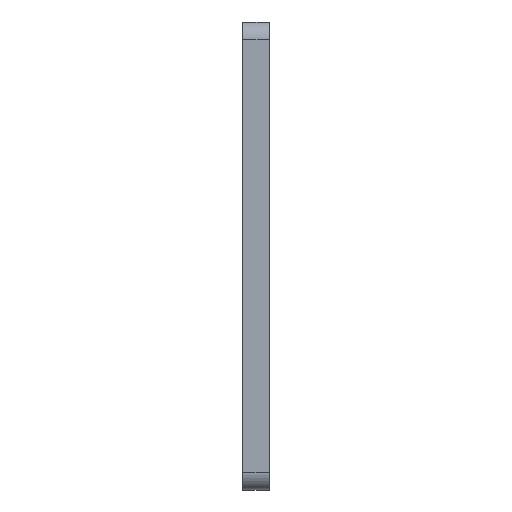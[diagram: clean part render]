
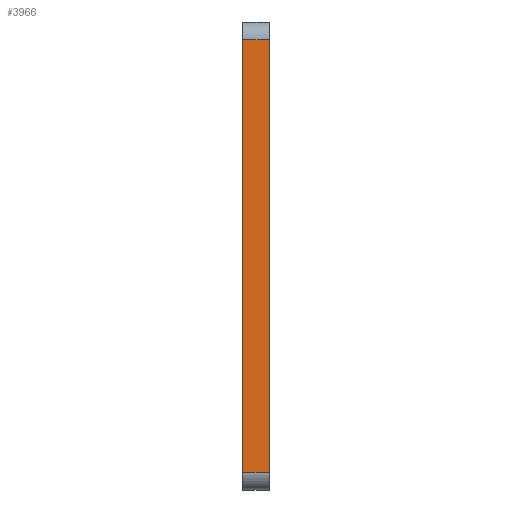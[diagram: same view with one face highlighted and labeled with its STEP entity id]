
A CAD part, left-side view. The second image highlights one B-rep face of the part: STEP entity #3966.
In plain terms, the highlighted planar face has unit normal (-1, 0, 0).
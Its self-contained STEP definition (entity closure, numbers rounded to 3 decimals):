
#32 = PLANE('',#33);
#33 = AXIS2_PLACEMENT_3D('',#34,#35,#36);
#34 = CARTESIAN_POINT('',(0.,0.,26.5));
#35 = DIRECTION('',(-0.,1.,0.));
#36 = DIRECTION('',(-1.,0.,0.));
#267 = VERTEX_POINT('',#268);
#268 = CARTESIAN_POINT('',(-83.5,0.,51.));
#287 = CYLINDRICAL_SURFACE('',#288,2.);
#288 = AXIS2_PLACEMENT_3D('',#289,#290,#291);
#289 = CARTESIAN_POINT('',(-81.5,0.,51.));
#290 = DIRECTION('',(0.,-1.,0.));
#291 = DIRECTION('',(0.,0.,1.));
#866 = VERTEX_POINT('',#867);
#867 = CARTESIAN_POINT('',(-83.5,0.,2.));
#882 = CYLINDRICAL_SURFACE('',#883,2.);
#883 = AXIS2_PLACEMENT_3D('',#884,#885,#886);
#884 = CARTESIAN_POINT('',(-81.5,0.,2.));
#885 = DIRECTION('',(0.,-1.,0.));
#886 = DIRECTION('',(0.,0.,-1.));
#894 = EDGE_CURVE('',#866,#267,#895,.T.);
#895 = SURFACE_CURVE('',#896,(#900,#907),.PCURVE_S1.);
#896 = LINE('',#897,#898);
#897 = CARTESIAN_POINT('',(-83.5,0.,0.));
#898 = VECTOR('',#899,1.);
#899 = DIRECTION('',(0.,0.,1.));
#900 = PCURVE('',#32,#901);
#901 = DEFINITIONAL_REPRESENTATION('',(#902),#906);
#902 = LINE('',#903,#904);
#903 = CARTESIAN_POINT('',(83.5,-26.5));
#904 = VECTOR('',#905,1.);
#905 = DIRECTION('',(0.,1.));
#906 = ( GEOMETRIC_REPRESENTATION_CONTEXT(2) 
PARAMETRIC_REPRESENTATION_CONTEXT() REPRESENTATION_CONTEXT('2D SPACE',''
  ) );
#907 = PCURVE('',#908,#913);
#908 = PLANE('',#909);
#909 = AXIS2_PLACEMENT_3D('',#910,#911,#912);
#910 = CARTESIAN_POINT('',(-83.5,0.,0.));
#911 = DIRECTION('',(-1.,0.,0.));
#912 = DIRECTION('',(0.,0.,1.));
#913 = DEFINITIONAL_REPRESENTATION('',(#914),#918);
#914 = LINE('',#915,#916);
#915 = CARTESIAN_POINT('',(0.,0.));
#916 = VECTOR('',#917,1.);
#917 = DIRECTION('',(1.,0.));
#918 = ( GEOMETRIC_REPRESENTATION_CONTEXT(2) 
PARAMETRIC_REPRESENTATION_CONTEXT() REPRESENTATION_CONTEXT('2D SPACE',''
  ) );
#3525 = PLANE('',#3526);
#3526 = AXIS2_PLACEMENT_3D('',#3527,#3528,#3529);
#3527 = CARTESIAN_POINT('',(0.,-3.,26.5));
#3528 = DIRECTION('',(-0.,1.,0.));
#3529 = DIRECTION('',(-1.,0.,0.));
#3895 = EDGE_CURVE('',#267,#3896,#3898,.T.);
#3896 = VERTEX_POINT('',#3897);
#3897 = CARTESIAN_POINT('',(-83.5,-3.,51.));
#3898 = SURFACE_CURVE('',#3899,(#3903,#3910),.PCURVE_S1.);
#3899 = LINE('',#3900,#3901);
#3900 = CARTESIAN_POINT('',(-83.5,0.,51.));
#3901 = VECTOR('',#3902,1.);
#3902 = DIRECTION('',(0.,-1.,0.));
#3903 = PCURVE('',#287,#3904);
#3904 = DEFINITIONAL_REPRESENTATION('',(#3905),#3909);
#3905 = LINE('',#3906,#3907);
#3906 = CARTESIAN_POINT('',(1.571,0.));
#3907 = VECTOR('',#3908,1.);
#3908 = DIRECTION('',(0.,1.));
#3909 = ( GEOMETRIC_REPRESENTATION_CONTEXT(2) 
PARAMETRIC_REPRESENTATION_CONTEXT() REPRESENTATION_CONTEXT('2D SPACE',''
  ) );
#3910 = PCURVE('',#908,#3911);
#3911 = DEFINITIONAL_REPRESENTATION('',(#3912),#3916);
#3912 = LINE('',#3913,#3914);
#3913 = CARTESIAN_POINT('',(51.,0.));
#3914 = VECTOR('',#3915,1.);
#3915 = DIRECTION('',(0.,-1.));
#3916 = ( GEOMETRIC_REPRESENTATION_CONTEXT(2) 
PARAMETRIC_REPRESENTATION_CONTEXT() REPRESENTATION_CONTEXT('2D SPACE',''
  ) );
#3966 = ADVANCED_FACE('',(#3967),#908,.T.);
#3967 = FACE_BOUND('',#3968,.T.);
#3968 = EDGE_LOOP('',(#3969,#3970,#3993,#4014));
#3969 = ORIENTED_EDGE('',*,*,#894,.F.);
#3970 = ORIENTED_EDGE('',*,*,#3971,.T.);
#3971 = EDGE_CURVE('',#866,#3972,#3974,.T.);
#3972 = VERTEX_POINT('',#3973);
#3973 = CARTESIAN_POINT('',(-83.5,-3.,2.));
#3974 = SURFACE_CURVE('',#3975,(#3979,#3986),.PCURVE_S1.);
#3975 = LINE('',#3976,#3977);
#3976 = CARTESIAN_POINT('',(-83.5,0.,2.));
#3977 = VECTOR('',#3978,1.);
#3978 = DIRECTION('',(0.,-1.,0.));
#3979 = PCURVE('',#908,#3980);
#3980 = DEFINITIONAL_REPRESENTATION('',(#3981),#3985);
#3981 = LINE('',#3982,#3983);
#3982 = CARTESIAN_POINT('',(2.,0.));
#3983 = VECTOR('',#3984,1.);
#3984 = DIRECTION('',(0.,-1.));
#3985 = ( GEOMETRIC_REPRESENTATION_CONTEXT(2) 
PARAMETRIC_REPRESENTATION_CONTEXT() REPRESENTATION_CONTEXT('2D SPACE',''
  ) );
#3986 = PCURVE('',#882,#3987);
#3987 = DEFINITIONAL_REPRESENTATION('',(#3988),#3992);
#3988 = LINE('',#3989,#3990);
#3989 = CARTESIAN_POINT('',(-1.571,0.));
#3990 = VECTOR('',#3991,1.);
#3991 = DIRECTION('',(-0.,1.));
#3992 = ( GEOMETRIC_REPRESENTATION_CONTEXT(2) 
PARAMETRIC_REPRESENTATION_CONTEXT() REPRESENTATION_CONTEXT('2D SPACE',''
  ) );
#3993 = ORIENTED_EDGE('',*,*,#3994,.T.);
#3994 = EDGE_CURVE('',#3972,#3896,#3995,.T.);
#3995 = SURFACE_CURVE('',#3996,(#4000,#4007),.PCURVE_S1.);
#3996 = LINE('',#3997,#3998);
#3997 = CARTESIAN_POINT('',(-83.5,-3.,0.));
#3998 = VECTOR('',#3999,1.);
#3999 = DIRECTION('',(0.,0.,1.));
#4000 = PCURVE('',#908,#4001);
#4001 = DEFINITIONAL_REPRESENTATION('',(#4002),#4006);
#4002 = LINE('',#4003,#4004);
#4003 = CARTESIAN_POINT('',(0.,-3.));
#4004 = VECTOR('',#4005,1.);
#4005 = DIRECTION('',(1.,0.));
#4006 = ( GEOMETRIC_REPRESENTATION_CONTEXT(2) 
PARAMETRIC_REPRESENTATION_CONTEXT() REPRESENTATION_CONTEXT('2D SPACE',''
  ) );
#4007 = PCURVE('',#3525,#4008);
#4008 = DEFINITIONAL_REPRESENTATION('',(#4009),#4013);
#4009 = LINE('',#4010,#4011);
#4010 = CARTESIAN_POINT('',(83.5,-26.5));
#4011 = VECTOR('',#4012,1.);
#4012 = DIRECTION('',(0.,1.));
#4013 = ( GEOMETRIC_REPRESENTATION_CONTEXT(2) 
PARAMETRIC_REPRESENTATION_CONTEXT() REPRESENTATION_CONTEXT('2D SPACE',''
  ) );
#4014 = ORIENTED_EDGE('',*,*,#3895,.F.);
